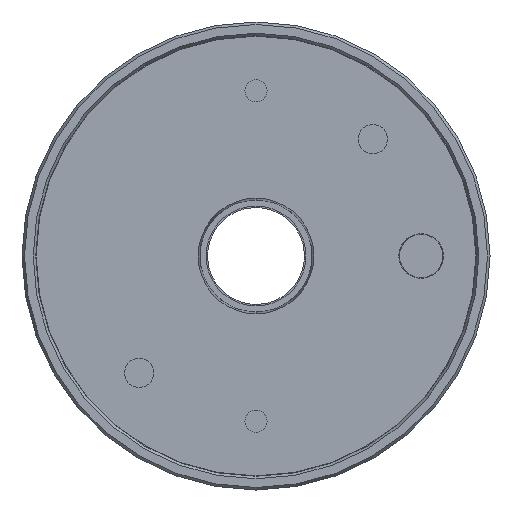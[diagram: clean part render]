
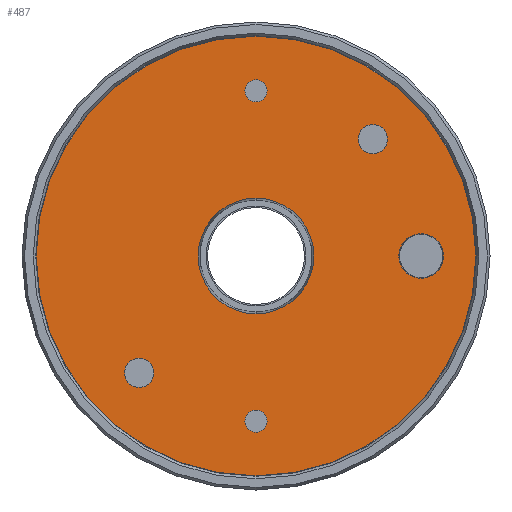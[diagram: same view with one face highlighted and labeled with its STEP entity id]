
A CAD part, front view. The second image highlights one B-rep face of the part: STEP entity #487.
In plain terms, the highlighted planar face has unit normal (0, -1, 0).
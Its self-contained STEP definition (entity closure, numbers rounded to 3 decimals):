
#51 = CIRCLE ( 'NONE', #170, 2.553 ) ;
#78 = DIRECTION ( 'NONE',  ( 0., 0., 1. ) ) ;
#114 = FACE_OUTER_BOUND ( 'NONE', #1890, .T. ) ;
#170 = AXIS2_PLACEMENT_3D ( 'NONE', #789, #1225, #1953 ) ;
#175 = CARTESIAN_POINT ( 'NONE',  ( 0., 0., -38.1 ) ) ;
#193 = EDGE_LOOP ( 'NONE', ( #630 ) ) ;
#251 = CIRCLE ( 'NONE', #1934, 3.374 ) ;
#312 = EDGE_LOOP ( 'NONE', ( #1872 ) ) ;
#315 = CARTESIAN_POINT ( 'NONE',  ( 38.1, 0., -5.144 ) ) ;
#367 = AXIS2_PLACEMENT_3D ( 'NONE', #1826, #2417, #1108 ) ;
#368 = CIRCLE ( 'NONE', #2207, 50.698 ) ;
#427 = EDGE_LOOP ( 'NONE', ( #1881 ) ) ;
#440 = ORIENTED_EDGE ( 'NONE', *, *, #1232, .T. ) ;
#460 = FACE_BOUND ( 'NONE', #427, .T. ) ;
#470 = FACE_BOUND ( 'NONE', #1327, .T. ) ;
#473 = DIRECTION ( 'NONE',  ( 0., -1., 0. ) ) ;
#487 = ADVANCED_FACE ( 'NONE', ( #1565, #1616, #470, #1604, #1022, #460, #114 ), #1062, .F. ) ;
#630 = ORIENTED_EDGE ( 'NONE', *, *, #1846, .F. ) ;
#645 = DIRECTION ( 'NONE',  ( 0., 1., 0. ) ) ;
#650 = DIRECTION ( 'NONE',  ( 0., 0., -1. ) ) ;
#699 = AXIS2_PLACEMENT_3D ( 'NONE', #1797, #645, #78 ) ;
#730 = EDGE_CURVE ( 'NONE', #837, #837, #51, .T. ) ;
#738 = DIRECTION ( 'NONE',  ( 0., -1., 0. ) ) ;
#746 = CARTESIAN_POINT ( 'NONE',  ( 0., 0., -50.698 ) ) ;
#760 = DIRECTION ( 'NONE',  ( 0., -1., 0. ) ) ;
#789 = CARTESIAN_POINT ( 'NONE',  ( 0., 0., 38.1 ) ) ;
#837 = VERTEX_POINT ( 'NONE', #1046 ) ;
#884 = VERTEX_POINT ( 'NONE', #1134 ) ;
#929 = CIRCLE ( 'NONE', #1128, 2.553 ) ;
#939 = AXIS2_PLACEMENT_3D ( 'NONE', #2319, #473, #650 ) ;
#961 = CIRCLE ( 'NONE', #1501, 5.144 ) ;
#974 = EDGE_CURVE ( 'NONE', #1377, #1377, #251, .T. ) ;
#1022 = FACE_BOUND ( 'NONE', #1594, .T. ) ;
#1046 = CARTESIAN_POINT ( 'NONE',  ( 0., 0., 35.547 ) ) ;
#1061 = ORIENTED_EDGE ( 'NONE', *, *, #1502, .F. ) ;
#1062 = PLANE ( 'NONE',  #699 ) ;
#1072 = ORIENTED_EDGE ( 'NONE', *, *, #730, .F. ) ;
#1108 = DIRECTION ( 'NONE',  ( 0., 0., -1. ) ) ;
#1111 = VERTEX_POINT ( 'NONE', #2188 ) ;
#1128 = AXIS2_PLACEMENT_3D ( 'NONE', #175, #738, #2392 ) ;
#1131 = DIRECTION ( 'NONE',  ( 0., -1., 0. ) ) ;
#1134 = CARTESIAN_POINT ( 'NONE',  ( 26.941, 0., 23.567 ) ) ;
#1173 = DIRECTION ( 'NONE',  ( 0., -1., 0. ) ) ;
#1225 = DIRECTION ( 'NONE',  ( 0., -1., 0. ) ) ;
#1232 = EDGE_CURVE ( 'NONE', #1294, #1294, #368, .T. ) ;
#1294 = VERTEX_POINT ( 'NONE', #746 ) ;
#1327 = EDGE_LOOP ( 'NONE', ( #1072 ) ) ;
#1377 = VERTEX_POINT ( 'NONE', #1765 ) ;
#1442 = VERTEX_POINT ( 'NONE', #315 ) ;
#1490 = DIRECTION ( 'NONE',  ( 0., 0., -1. ) ) ;
#1497 = ORIENTED_EDGE ( 'NONE', *, *, #2219, .F. ) ;
#1501 = AXIS2_PLACEMENT_3D ( 'NONE', #2063, #760, #2389 ) ;
#1502 = EDGE_CURVE ( 'NONE', #1442, #1442, #961, .T. ) ;
#1565 = FACE_BOUND ( 'NONE', #193, .T. ) ;
#1594 = EDGE_LOOP ( 'NONE', ( #1061 ) ) ;
#1604 = FACE_BOUND ( 'NONE', #2274, .T. ) ;
#1616 = FACE_BOUND ( 'NONE', #312, .T. ) ;
#1627 = CARTESIAN_POINT ( 'NONE',  ( 0., 0., 0. ) ) ;
#1680 = VERTEX_POINT ( 'NONE', #2056 ) ;
#1765 = CARTESIAN_POINT ( 'NONE',  ( -26.941, 0., -30.314 ) ) ;
#1797 = CARTESIAN_POINT ( 'NONE',  ( 0., 0., 0. ) ) ;
#1826 = CARTESIAN_POINT ( 'NONE',  ( 26.941, 0., 26.941 ) ) ;
#1846 = EDGE_CURVE ( 'NONE', #884, #884, #2010, .T. ) ;
#1872 = ORIENTED_EDGE ( 'NONE', *, *, #974, .F. ) ;
#1881 = ORIENTED_EDGE ( 'NONE', *, *, #2088, .F. ) ;
#1885 = DIRECTION ( 'NONE',  ( 0., 0., -1. ) ) ;
#1890 = EDGE_LOOP ( 'NONE', ( #440 ) ) ;
#1910 = CIRCLE ( 'NONE', #939, 13.335 ) ;
#1934 = AXIS2_PLACEMENT_3D ( 'NONE', #2002, #1173, #1885 ) ;
#1953 = DIRECTION ( 'NONE',  ( 0., 0., -1. ) ) ;
#2002 = CARTESIAN_POINT ( 'NONE',  ( -26.941, 0., -26.941 ) ) ;
#2010 = CIRCLE ( 'NONE', #367, 3.374 ) ;
#2056 = CARTESIAN_POINT ( 'NONE',  ( 0., 0., -40.653 ) ) ;
#2063 = CARTESIAN_POINT ( 'NONE',  ( 38.1, 0., 0. ) ) ;
#2088 = EDGE_CURVE ( 'NONE', #1111, #1111, #1910, .T. ) ;
#2188 = CARTESIAN_POINT ( 'NONE',  ( 0., 0., -13.335 ) ) ;
#2207 = AXIS2_PLACEMENT_3D ( 'NONE', #1627, #1131, #1490 ) ;
#2219 = EDGE_CURVE ( 'NONE', #1680, #1680, #929, .T. ) ;
#2274 = EDGE_LOOP ( 'NONE', ( #1497 ) ) ;
#2319 = CARTESIAN_POINT ( 'NONE',  ( 0., 0., 0. ) ) ;
#2389 = DIRECTION ( 'NONE',  ( 0., 0., -1. ) ) ;
#2392 = DIRECTION ( 'NONE',  ( 0., 0., -1. ) ) ;
#2417 = DIRECTION ( 'NONE',  ( 0., -1., 0. ) ) ;
